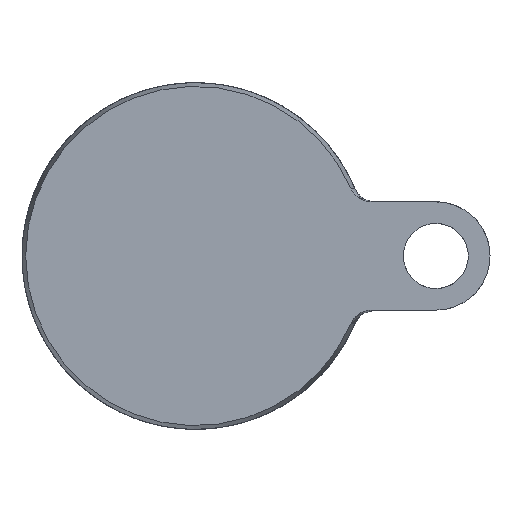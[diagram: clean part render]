
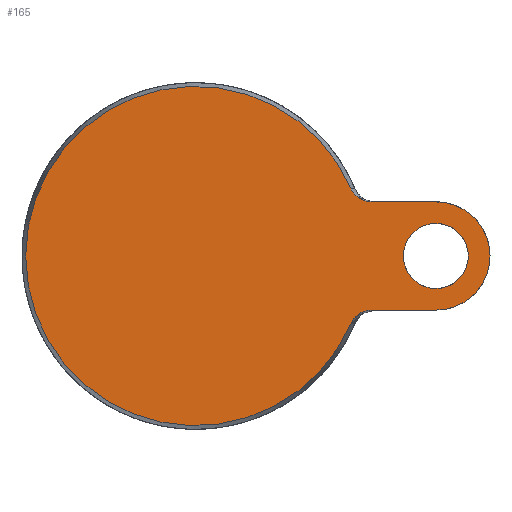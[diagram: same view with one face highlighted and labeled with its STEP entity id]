
A CAD part, front view. The second image highlights one B-rep face of the part: STEP entity #165.
In plain terms, the highlighted planar face has unit normal (0, -1, 0).
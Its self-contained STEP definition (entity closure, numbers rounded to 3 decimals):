
#8 = CARTESIAN_POINT ( 'NONE',  ( 40.579, 0., 12.5 ) ) ;
#28 = AXIS2_PLACEMENT_3D ( 'NONE', #1049, #609, #422 ) ;
#39 = CARTESIAN_POINT ( 'NONE',  ( 55.5, 0., -12.5 ) ) ;
#43 = VERTEX_POINT ( 'NONE', #953 ) ;
#60 = CARTESIAN_POINT ( 'NONE',  ( 38.891, 0., -12.781 ) ) ;
#69 = CARTESIAN_POINT ( 'NONE',  ( 55.5, 0., 0. ) ) ;
#86 = CARTESIAN_POINT ( 'NONE',  ( 40.579, 0., 12.5 ) ) ;
#91 = CARTESIAN_POINT ( 'NONE',  ( 40.085, 0., 12.5 ) ) ;
#92 = FACE_BOUND ( 'NONE', #133, .T. ) ;
#122 = ORIENTED_EDGE ( 'NONE', *, *, #151, .T. ) ;
#133 = EDGE_LOOP ( 'NONE', ( #122 ) ) ;
#149 = CARTESIAN_POINT ( 'NONE',  ( 37.591, 0., -13.458 ) ) ;
#151 = EDGE_CURVE ( 'NONE', #423, #423, #863, .T. ) ;
#165 = ADVANCED_FACE ( 'NONE', ( #788, #92 ), #523, .F. ) ;
#178 = CARTESIAN_POINT ( 'NONE',  ( 37.4, 0., 13.603 ) ) ;
#197 = DIRECTION ( 'NONE',  ( -1., 0., 0. ) ) ;
#235 = B_SPLINE_CURVE_WITH_KNOTS ( 'NONE', 3,
 ( #680, #831, #333, #578, #247, #745, #149, #309, #1031, #1089, #60, #591, #1105, #663 ),
 .UNSPECIFIED., .F., .F.,
 ( 4, 2, 2, 2, 2, 2, 4 ),
 ( 0., 0.001, 0.002, 0.003, 0.004, 0.004, 0.006 ),
 .UNSPECIFIED. ) ;
#247 = CARTESIAN_POINT ( 'NONE',  ( 37.031, 0., -13.929 ) ) ;
#252 = CARTESIAN_POINT ( 'NONE',  ( 55.5, 0., 7.5 ) ) ;
#255 = CARTESIAN_POINT ( 'NONE',  ( 35.928, 0., 15.535 ) ) ;
#261 = CARTESIAN_POINT ( 'NONE',  ( 38.221, 0., 13.07 ) ) ;
#300 = DIRECTION ( 'NONE',  ( 0., 0., -1. ) ) ;
#309 = CARTESIAN_POINT ( 'NONE',  ( 38., 0., -13.192 ) ) ;
#315 = CIRCLE ( 'NONE', #28, 39.143 ) ;
#333 = CARTESIAN_POINT ( 'NONE',  ( 36.381, 0., -14.668 ) ) ;
#342 = DIRECTION ( 'NONE',  ( 0., 1., 0. ) ) ;
#344 = CARTESIAN_POINT ( 'NONE',  ( 36.861, 0., 14.101 ) ) ;
#356 = CARTESIAN_POINT ( 'NONE',  ( 36.124, 0., 15.081 ) ) ;
#361 = CARTESIAN_POINT ( 'NONE',  ( 55.5, 0., 12.5 ) ) ;
#375 = CIRCLE ( 'NONE', #936, 12.5 ) ;
#394 = EDGE_CURVE ( 'NONE', #921, #43, #887, .T. ) ;
#402 = DIRECTION ( 'NONE',  ( 0., 1., 0. ) ) ;
#410 = VERTEX_POINT ( 'NONE', #989 ) ;
#411 = VECTOR ( 'NONE', #197, 1000. ) ;
#412 = VERTEX_POINT ( 'NONE', #361 ) ;
#422 = DIRECTION ( 'NONE',  ( 0., 0., -1. ) ) ;
#423 = VERTEX_POINT ( 'NONE', #252 ) ;
#425 = CARTESIAN_POINT ( 'NONE',  ( 39.603, 0., 12.57 ) ) ;
#450 = CARTESIAN_POINT ( 'NONE',  ( 37.598, 0., 13.453 ) ) ;
#523 = PLANE ( 'NONE',  #939 ) ;
#563 = EDGE_CURVE ( 'NONE', #771, #412, #1027, .T. ) ;
#564 = ORIENTED_EDGE ( 'NONE', *, *, #563, .F. ) ;
#578 = CARTESIAN_POINT ( 'NONE',  ( 36.857, 0., -14.106 ) ) ;
#587 = CARTESIAN_POINT ( 'NONE',  ( 15., 0., 12.5 ) ) ;
#591 = CARTESIAN_POINT ( 'NONE',  ( 39.592, 0., -12.572 ) ) ;
#609 = DIRECTION ( 'NONE',  ( 0., -1., 0. ) ) ;
#632 = CARTESIAN_POINT ( 'NONE',  ( 38.665, 0., 12.866 ) ) ;
#633 = DIRECTION ( 'NONE',  ( 0., 1., 0. ) ) ;
#640 = EDGE_CURVE ( 'NONE', #412, #921, #375, .T. ) ;
#648 = VECTOR ( 'NONE', #852, 1000. ) ;
#653 = EDGE_LOOP ( 'NONE', ( #564, #1010, #1046, #743, #1080, #976 ) ) ;
#663 = CARTESIAN_POINT ( 'NONE',  ( 40.579, 0., -12.5 ) ) ;
#680 = CARTESIAN_POINT ( 'NONE',  ( 35.928, 0., -15.535 ) ) ;
#684 = EDGE_CURVE ( 'NONE', #747, #410, #315, .T. ) ;
#703 = CARTESIAN_POINT ( 'NONE',  ( 38.897, 0., 12.778 ) ) ;
#716 = CARTESIAN_POINT ( 'NONE',  ( -39.143, 0., 0. ) ) ;
#743 = ORIENTED_EDGE ( 'NONE', *, *, #998, .T. ) ;
#745 = CARTESIAN_POINT ( 'NONE',  ( 37.397, 0., -13.606 ) ) ;
#747 = VERTEX_POINT ( 'NONE', #813 ) ;
#771 = VERTEX_POINT ( 'NONE', #8 ) ;
#780 = EDGE_CURVE ( 'NONE', #771, #747, #1076, .T. ) ;
#788 = FACE_OUTER_BOUND ( 'NONE', #653, .T. ) ;
#813 = CARTESIAN_POINT ( 'NONE',  ( 35.928, 0., 15.535 ) ) ;
#828 = AXIS2_PLACEMENT_3D ( 'NONE', #69, #342, #857 ) ;
#831 = CARTESIAN_POINT ( 'NONE',  ( 36.124, 0., -15.081 ) ) ;
#852 = DIRECTION ( 'NONE',  ( 1., 0., 0. ) ) ;
#857 = DIRECTION ( 'NONE',  ( 0., 0., 1. ) ) ;
#863 = CIRCLE ( 'NONE', #828, 7.5 ) ;
#887 = LINE ( 'NONE', #971, #411 ) ;
#921 = VERTEX_POINT ( 'NONE', #39 ) ;
#924 = CARTESIAN_POINT ( 'NONE',  ( 55.5, 0., 0. ) ) ;
#936 = AXIS2_PLACEMENT_3D ( 'NONE', #924, #402, #300 ) ;
#939 = AXIS2_PLACEMENT_3D ( 'NONE', #716, #633, #991 ) ;
#953 = CARTESIAN_POINT ( 'NONE',  ( 40.579, 0., -12.5 ) ) ;
#960 = CARTESIAN_POINT ( 'NONE',  ( 36.388, 0., 14.659 ) ) ;
#967 = CARTESIAN_POINT ( 'NONE',  ( 38.008, 0., 13.187 ) ) ;
#971 = CARTESIAN_POINT ( 'NONE',  ( 15., 0., -12.5 ) ) ;
#976 = ORIENTED_EDGE ( 'NONE', *, *, #640, .F. ) ;
#980 = CARTESIAN_POINT ( 'NONE',  ( 37.032, 0., 13.927 ) ) ;
#989 = CARTESIAN_POINT ( 'NONE',  ( 35.928, 0., -15.535 ) ) ;
#991 = DIRECTION ( 'NONE',  ( 0., 0., 1. ) ) ;
#998 = EDGE_CURVE ( 'NONE', #410, #43, #235, .T. ) ;
#1010 = ORIENTED_EDGE ( 'NONE', *, *, #780, .T. ) ;
#1027 = LINE ( 'NONE', #587, #648 ) ;
#1031 = CARTESIAN_POINT ( 'NONE',  ( 38.218, 0., -13.072 ) ) ;
#1046 = ORIENTED_EDGE ( 'NONE', *, *, #684, .T. ) ;
#1049 = CARTESIAN_POINT ( 'NONE',  ( 0., 0., 0. ) ) ;
#1076 = B_SPLINE_CURVE_WITH_KNOTS ( 'NONE', 3,
 ( #86, #91, #425, #703, #632, #261, #967, #450, #178, #980, #344, #960, #356, #255 ),
 .UNSPECIFIED., .F., .F.,
 ( 4, 2, 2, 2, 2, 2, 4 ),
 ( 0., 0.001, 0.002, 0.003, 0.004, 0.004, 0.006 ),
 .UNSPECIFIED. ) ;
#1080 = ORIENTED_EDGE ( 'NONE', *, *, #394, .F. ) ;
#1089 = CARTESIAN_POINT ( 'NONE',  ( 38.663, 0., -12.866 ) ) ;
#1105 = CARTESIAN_POINT ( 'NONE',  ( 40.085, 0., -12.5 ) ) ;
